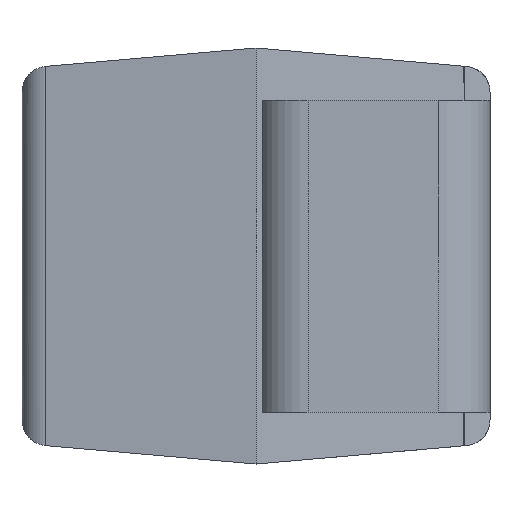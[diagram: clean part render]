
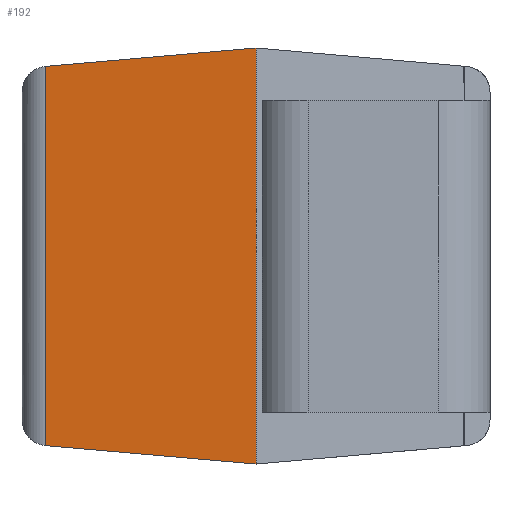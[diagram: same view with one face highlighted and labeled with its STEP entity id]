
A CAD part, left-side view. The second image highlights one B-rep face of the part: STEP entity #192.
In plain terms, the highlighted planar face has unit normal (-0.996, 0.087, 0).
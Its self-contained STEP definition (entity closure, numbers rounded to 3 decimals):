
#85 = VERTEX_POINT ( 'NONE', #626 ) ;
#165 = EDGE_LOOP ( 'NONE', ( #193, #196, #197, #199 ) ) ;
#166 = EDGE_CURVE ( 'NONE', #1842, #168, #839, .T. ) ;
#168 = VERTEX_POINT ( 'NONE', #835 ) ;
#192 = ADVANCED_FACE ( 'NONE', ( #935 ), #934, .F. ) ;
#193 = ORIENTED_EDGE ( 'NONE', *, *, #195, .F. ) ;
#195 = EDGE_CURVE ( 'NONE', #1842, #1867, #929, .T. ) ;
#196 = ORIENTED_EDGE ( 'NONE', *, *, #166, .T. ) ;
#197 = ORIENTED_EDGE ( 'NONE', *, *, #198, .F. ) ;
#198 = EDGE_CURVE ( 'NONE', #85, #168, #924, .T. ) ;
#199 = ORIENTED_EDGE ( 'NONE', *, *, #1863, .F. ) ;
#626 = CARTESIAN_POINT ( 'NONE',  ( -1.5, 0.9, -0.8 ) ) ;
#835 = CARTESIAN_POINT ( 'NONE',  ( -1.429, 1.709, -0.729 ) ) ;
#836 = DIRECTION ( 'NONE',  ( 0., 0., -1. ) ) ;
#837 = VECTOR ( 'NONE', #836, 1000. ) ;
#838 = CARTESIAN_POINT ( 'NONE',  ( -1.429, 1.709, 0.8 ) ) ;
#839 = LINE ( 'NONE', #838, #837 ) ;
#921 = DIRECTION ( 'NONE',  ( 0.087, 0.992, 0.087 ) ) ;
#922 = VECTOR ( 'NONE', #921, 1000. ) ;
#923 = CARTESIAN_POINT ( 'NONE',  ( -1.418, 1.84, -0.718 ) ) ;
#924 = LINE ( 'NONE', #923, #922 ) ;
#926 = DIRECTION ( 'NONE',  ( -0.087, -0.992, 0.087 ) ) ;
#927 = VECTOR ( 'NONE', #926, 1000. ) ;
#928 = CARTESIAN_POINT ( 'NONE',  ( -1.43, 1.703, 0.73 ) ) ;
#929 = LINE ( 'NONE', #928, #927 ) ;
#930 = DIRECTION ( 'NONE',  ( 0.087, 0.996, 0. ) ) ;
#931 = DIRECTION ( 'NONE',  ( 0.996, -0.087, 0. ) ) ;
#932 = CARTESIAN_POINT ( 'NONE',  ( -1.429, 1.709, 0.8 ) ) ;
#933 = AXIS2_PLACEMENT_3D ( 'NONE', #932, #931, #930 ) ;
#934 = PLANE ( 'NONE',  #933 ) ;
#935 = FACE_OUTER_BOUND ( 'NONE', #165, .T. ) ;
#1670 = CARTESIAN_POINT ( 'NONE',  ( -1.429, 1.709, 0.729 ) ) ;
#1679 = CARTESIAN_POINT ( 'NONE',  ( -1.5, 0.9, 0.8 ) ) ;
#1680 = DIRECTION ( 'NONE',  ( 0., 0., -1. ) ) ;
#1681 = VECTOR ( 'NONE', #1680, 1000. ) ;
#1682 = CARTESIAN_POINT ( 'NONE',  ( -1.5, 0.9, 0.8 ) ) ;
#1683 = LINE ( 'NONE', #1682, #1681 ) ;
#1842 = VERTEX_POINT ( 'NONE', #1670 ) ;
#1863 = EDGE_CURVE ( 'NONE', #1867, #85, #1683, .T. ) ;
#1867 = VERTEX_POINT ( 'NONE', #1679 ) ;
